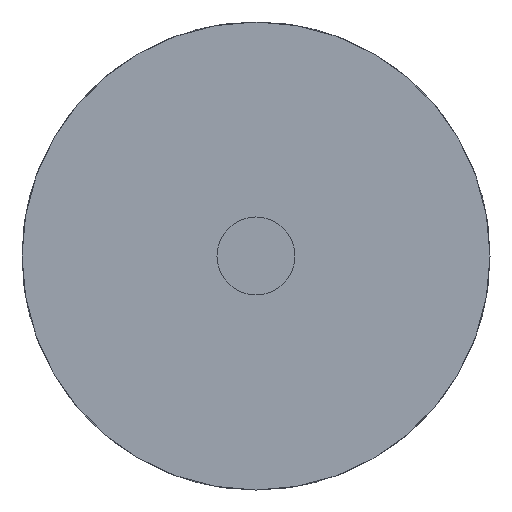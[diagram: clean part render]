
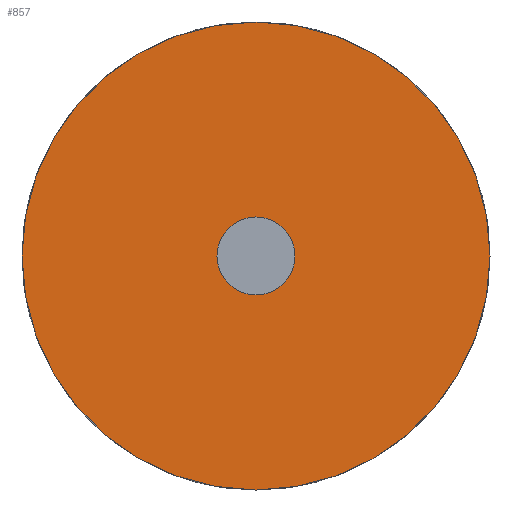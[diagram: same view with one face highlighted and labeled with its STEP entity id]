
A CAD part, front view. The second image highlights one B-rep face of the part: STEP entity #857.
In plain terms, the highlighted planar face has unit normal (0, -1, 0).
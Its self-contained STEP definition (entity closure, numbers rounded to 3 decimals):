
#16=FACE_BOUND('',#165,.T.);
#19=CIRCLE('',#887,2.5);
#27=CIRCLE('',#900,15.);
#117=FACE_OUTER_BOUND('',#164,.T.);
#164=EDGE_LOOP('',(#778));
#165=EDGE_LOOP('',(#779));
#338=VERTEX_POINT('',#1253);
#346=VERTEX_POINT('',#1278);
#423=EDGE_CURVE('',#338,#338,#19,.T.);
#436=EDGE_CURVE('',#346,#346,#27,.T.);
#778=ORIENTED_EDGE('',*,*,#436,.F.);
#779=ORIENTED_EDGE('',*,*,#423,.T.);
#811=PLANE('',#967);
#857=ADVANCED_FACE('',(#117,#16),#811,.F.);
#887=AXIS2_PLACEMENT_3D('',#1254,#994,#995);
#900=AXIS2_PLACEMENT_3D('',#1280,#1025,#1026);
#967=AXIS2_PLACEMENT_3D('',#1476,#1224,#1225);
#994=DIRECTION('center_axis',(0.,1.,0.));
#995=DIRECTION('ref_axis',(1.,0.,0.));
#1025=DIRECTION('center_axis',(0.,1.,0.));
#1026=DIRECTION('ref_axis',(-1.,0.,0.));
#1224=DIRECTION('center_axis',(0.,1.,0.));
#1225=DIRECTION('ref_axis',(0.,0.,1.));
#1253=CARTESIAN_POINT('',(-2.5,0.,0.));
#1254=CARTESIAN_POINT('Origin',(0.,0.,0.));
#1278=CARTESIAN_POINT('',(15.,0.,0.));
#1280=CARTESIAN_POINT('Origin',(0.,0.,0.));
#1476=CARTESIAN_POINT('Origin',(0.,0.,0.));
